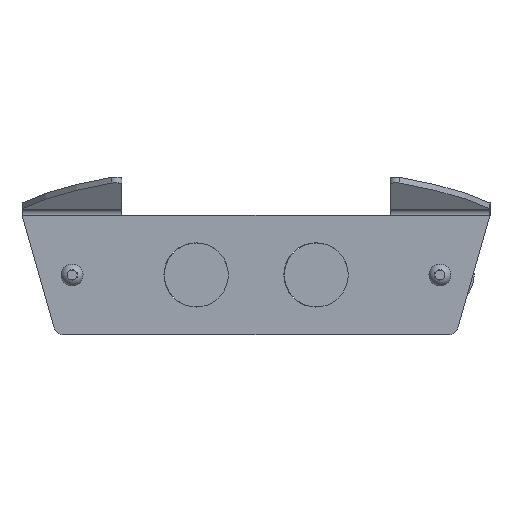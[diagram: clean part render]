
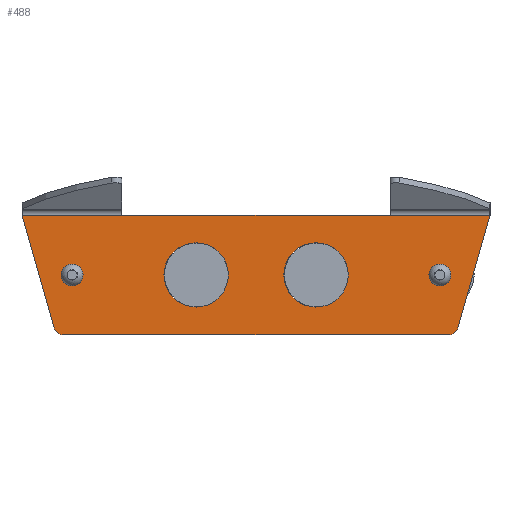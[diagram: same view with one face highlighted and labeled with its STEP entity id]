
A CAD part, front view. The second image highlights one B-rep face of the part: STEP entity #488.
In plain terms, the highlighted planar face has unit normal (0, -1, 0).
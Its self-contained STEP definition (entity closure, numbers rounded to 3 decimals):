
#488=ADVANCED_FACE('',(#926,#927,#928,#929,#930),#931,.T.);
#926=FACE_BOUND('',#1378,.T.);
#927=FACE_BOUND('',#1379,.T.);
#928=FACE_BOUND('',#1380,.T.);
#929=FACE_BOUND('',#1381,.T.);
#930=FACE_OUTER_BOUND('',#1382,.T.);
#931=PLANE('',#1383);
#1378=EDGE_LOOP('',(#2080));
#1379=EDGE_LOOP('',(#2081));
#1380=EDGE_LOOP('',(#2082));
#1381=EDGE_LOOP('',(#2083));
#1382=EDGE_LOOP('',(#2084,#2085,#2086,#2087,#2088,#2089,#2090,#2091));
#1383=AXIS2_PLACEMENT_3D('',#2092,#2093,#2094);
#2080=ORIENTED_EDGE('',*,*,#2699,.F.);
#2081=ORIENTED_EDGE('',*,*,#2696,.F.);
#2082=ORIENTED_EDGE('',*,*,#2702,.F.);
#2083=ORIENTED_EDGE('',*,*,#2766,.F.);
#2084=ORIENTED_EDGE('',*,*,#2747,.F.);
#2085=ORIENTED_EDGE('',*,*,#2767,.F.);
#2086=ORIENTED_EDGE('',*,*,#2752,.F.);
#2087=ORIENTED_EDGE('',*,*,#2756,.F.);
#2088=ORIENTED_EDGE('',*,*,#2729,.F.);
#2089=ORIENTED_EDGE('',*,*,#2710,.F.);
#2090=ORIENTED_EDGE('',*,*,#2768,.F.);
#2091=ORIENTED_EDGE('',*,*,#2759,.F.);
#2092=CARTESIAN_POINT('',(-96.443,-63.0,-121.932));
#2093=DIRECTION('',(0.,-1.0,0.0));
#2094=DIRECTION('',(1.0,0.,0.0));
#2696=EDGE_CURVE('',#3120,#3120,#3121,.F.);
#2699=EDGE_CURVE('',#3125,#3125,#3126,.F.);
#2702=EDGE_CURVE('',#3130,#3130,#3131,.F.);
#2710=EDGE_CURVE('',#3144,#3145,#3146,.T.);
#2729=EDGE_CURVE('',#3145,#3171,#3176,.T.);
#2747=EDGE_CURVE('',#3198,#3200,#3201,.T.);
#2752=EDGE_CURVE('',#3207,#3209,#3210,.T.);
#2756=EDGE_CURVE('',#3171,#3207,#3214,.T.);
#2759=EDGE_CURVE('',#3200,#3218,#3219,.T.);
#2766=EDGE_CURVE('',#3227,#3227,#3228,.F.);
#2767=EDGE_CURVE('',#3209,#3198,#3229,.T.);
#2768=EDGE_CURVE('',#3218,#3144,#3230,.T.);
#3120=VERTEX_POINT('',#3700);
#3121=CIRCLE('',#3701,2.5);
#3125=VERTEX_POINT('',#3705);
#3126=CIRCLE('',#3706,2.5);
#3130=VERTEX_POINT('',#3710);
#3131=CIRCLE('',#3711,16.05);
#3144=VERTEX_POINT('',#3728);
#3145=VERTEX_POINT('',#3729);
#3146=LINE('',#3730,#3731);
#3171=VERTEX_POINT('',#3764);
#3176=LINE('',#3770,#3771);
#3198=VERTEX_POINT('',#3800);
#3200=VERTEX_POINT('',#3803);
#3201=CIRCLE('',#3804,5.0);
#3207=VERTEX_POINT('',#3811);
#3209=VERTEX_POINT('',#3814);
#3210=CIRCLE('',#3815,5.0);
#3214=LINE('',#3821,#3822);
#3218=VERTEX_POINT('',#3827);
#3219=LINE('',#3828,#3829);
#3227=VERTEX_POINT('',#3840);
#3228=CIRCLE('',#3841,16.05);
#3229=LINE('',#3842,#3843);
#3230=LINE('',#3844,#3845);
#3700=CARTESIAN_POINT('',(-92.219,-63.0,-94.432));
#3701=AXIS2_PLACEMENT_3D('',#4297,#4298,#4299);
#3705=CARTESIAN_POINT('',(91.781,-63.0,-94.432));
#3706=AXIS2_PLACEMENT_3D('',#4303,#4304,#4305);
#3710=CARTESIAN_POINT('',(29.781,-63.0,-80.882));
#3711=AXIS2_PLACEMENT_3D('',#4309,#4310,#4311);
#3728=CARTESIAN_POINT('',(-67.284,-63.0,-66.932));
#3729=CARTESIAN_POINT('',(66.846,-63.0,-66.932));
#3730=CARTESIAN_POINT('',(-117.284,-63.0,-66.932));
#3731=VECTOR('',#4319,1.0);
#3764=CARTESIAN_POINT('',(116.846,-63.0,-66.932));
#3770=CARTESIAN_POINT('',(66.846,-63.0,-66.932));
#3771=VECTOR('',#4347,1.0);
#3800=CARTESIAN_POINT('',(-96.443,-63.0,-126.932));
#3803=CARTESIAN_POINT('',(-101.252,-63.0,-123.3));
#3804=AXIS2_PLACEMENT_3D('',#4365,#4366,#4367);
#3811=CARTESIAN_POINT('',(100.814,-63.0,-123.3));
#3814=CARTESIAN_POINT('',(96.005,-63.0,-126.932));
#3815=AXIS2_PLACEMENT_3D('',#4373,#4374,#4375);
#3821=CARTESIAN_POINT('',(116.846,-63.0,-66.932));
#3822=VECTOR('',#4378,1.0);
#3827=CARTESIAN_POINT('',(-117.284,-63.0,-66.932));
#3828=CARTESIAN_POINT('',(-101.252,-63.0,-123.3));
#3829=VECTOR('',#4380,1.0);
#3840=CARTESIAN_POINT('',(-30.219,-63.0,-80.882));
#3841=AXIS2_PLACEMENT_3D('',#4387,#4388,#4389);
#3842=CARTESIAN_POINT('',(96.005,-63.0,-126.932));
#3843=VECTOR('',#4390,1.0);
#3844=CARTESIAN_POINT('',(-117.284,-63.0,-66.932));
#3845=VECTOR('',#4391,1.0);
#4297=CARTESIAN_POINT('',(-92.219,-63.0,-96.932));
#4298=DIRECTION('',(0.,1.0,-0.0));
#4299=DIRECTION('',(0.0,0.0,1.0));
#4303=CARTESIAN_POINT('',(91.781,-63.0,-96.932));
#4304=DIRECTION('',(0.,1.0,-0.0));
#4305=DIRECTION('',(0.0,0.0,1.0));
#4309=CARTESIAN_POINT('',(29.781,-63.0,-96.932));
#4310=DIRECTION('',(0.,1.0,-0.0));
#4311=DIRECTION('',(0.0,0.0,1.0));
#4319=DIRECTION('',(1.0,0.,0.0));
#4347=DIRECTION('',(1.0,0.,0.0));
#4365=CARTESIAN_POINT('',(-96.443,-63.0,-121.932));
#4366=DIRECTION('',(0.,1.0,0.0));
#4367=DIRECTION('',(1.0,0.,0.0));
#4373=CARTESIAN_POINT('',(96.005,-63.0,-121.932));
#4374=DIRECTION('',(0.,1.0,0.0));
#4375=DIRECTION('',(1.0,0.,0.0));
#4378=DIRECTION('',(-0.274,0.,-0.962));
#4380=DIRECTION('',(-0.274,0.,0.962));
#4387=CARTESIAN_POINT('',(-30.219,-63.0,-96.932));
#4388=DIRECTION('',(0.,1.0,-0.0));
#4389=DIRECTION('',(0.0,0.0,1.0));
#4390=DIRECTION('',(-1.0,0.,0.0));
#4391=DIRECTION('',(1.0,0.,0.0));
